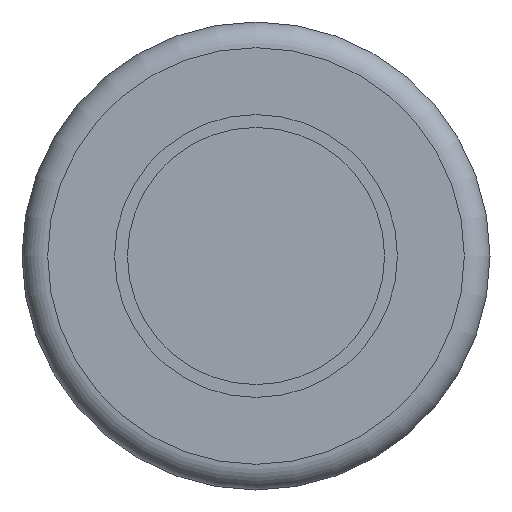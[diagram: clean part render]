
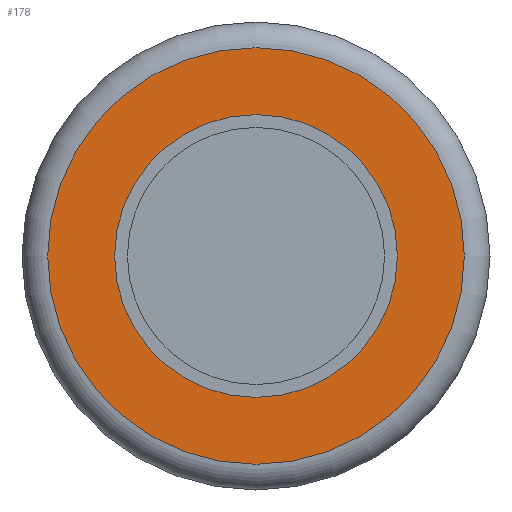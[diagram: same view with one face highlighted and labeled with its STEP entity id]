
A CAD part, front view. The second image highlights one B-rep face of the part: STEP entity #178.
In plain terms, the highlighted planar face has unit normal (0, -1, 0).
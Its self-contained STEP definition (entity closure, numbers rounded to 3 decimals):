
#13=PLANE('',#249);
#47=ORIENTED_EDGE('',*,*,#68,.F.);
#48=ORIENTED_EDGE('',*,*,#67,.T.);
#67=EDGE_CURVE('',#82,#82,#97,.T.);
#68=EDGE_CURVE('',#83,#83,#98,.T.);
#82=VERTEX_POINT('',#355);
#83=VERTEX_POINT('',#358);
#97=CIRCLE('',#248,8.1);
#98=CIRCLE('',#250,5.5);
#122=EDGE_LOOP('',(#47));
#123=EDGE_LOOP('',(#48));
#152=FACE_BOUND('',#122,.T.);
#153=FACE_BOUND('',#123,.T.);
#178=ADVANCED_FACE('',(#152,#153),#13,.T.);
#248=AXIS2_PLACEMENT_3D('',#354,#301,#302);
#249=AXIS2_PLACEMENT_3D('',#356,#303,#304);
#250=AXIS2_PLACEMENT_3D('',#357,#305,#306);
#301=DIRECTION('',(0.,-1.,0.));
#302=DIRECTION('',(1.,0.,0.));
#303=DIRECTION('',(0.,-1.,0.));
#304=DIRECTION('',(1.,0.,0.));
#305=DIRECTION('',(0.,-1.,0.));
#306=DIRECTION('',(1.,0.,0.));
#354=CARTESIAN_POINT('',(0.,-64.8,0.));
#355=CARTESIAN_POINT('',(8.1,-64.8,0.));
#356=CARTESIAN_POINT('',(5.5,-64.8,0.));
#357=CARTESIAN_POINT('',(0.,-64.8,0.));
#358=CARTESIAN_POINT('',(5.5,-64.8,0.));
